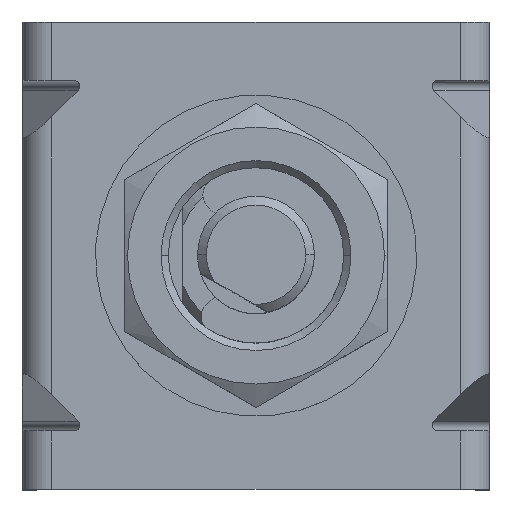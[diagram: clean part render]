
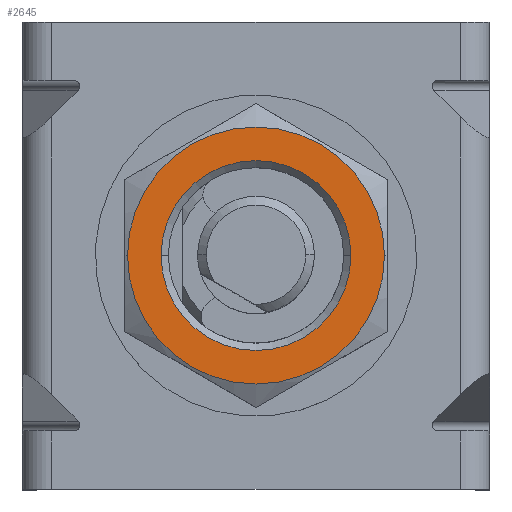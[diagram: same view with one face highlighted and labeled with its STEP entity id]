
A CAD part, top view. The second image highlights one B-rep face of the part: STEP entity #2645.
In plain terms, the highlighted planar face has unit normal (0, 0, 1).
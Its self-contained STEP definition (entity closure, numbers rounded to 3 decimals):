
#226 = DIRECTION ( 'NONE',  ( 0., 0., -1. ) ) ;
#456 = DIRECTION ( 'NONE',  ( 0., 0., -1. ) ) ;
#723 = DIRECTION ( 'NONE',  ( 0., 0., -1. ) ) ;
#742 = AXIS2_PLACEMENT_3D ( 'NONE', #5595, #456, #11886 ) ;
#1289 = DIRECTION ( 'NONE',  ( 0., 0., -1. ) ) ;
#1498 = DIRECTION ( 'NONE',  ( -1., 0., 0. ) ) ;
#1840 = CARTESIAN_POINT ( 'NONE',  ( -3.25, 0., 2. ) ) ;
#1844 = EDGE_CURVE ( 'NONE', #15688, #6434, #10371, .T. ) ;
#2645 = ADVANCED_FACE ( 'NONE', ( #10354, #7334 ), #12745, .F. ) ;
#4307 = EDGE_LOOP ( 'NONE', ( #13586, #12825 ) ) ;
#4459 = AXIS2_PLACEMENT_3D ( 'NONE', #15455, #1289, #7691 ) ;
#5595 = CARTESIAN_POINT ( 'NONE',  ( 0., 0., 2. ) ) ;
#6040 = AXIS2_PLACEMENT_3D ( 'NONE', #14254, #15543, #7888 ) ;
#6434 = VERTEX_POINT ( 'NONE', #11856 ) ;
#6894 = DIRECTION ( 'NONE',  ( 1., 0., 0. ) ) ;
#7112 = CARTESIAN_POINT ( 'NONE',  ( 0., 0., 2. ) ) ;
#7334 = FACE_BOUND ( 'NONE', #4307, .T. ) ;
#7691 = DIRECTION ( 'NONE',  ( -1., 0., 0. ) ) ;
#7848 = CARTESIAN_POINT ( 'NONE',  ( 0., 0., 2. ) ) ;
#7888 = DIRECTION ( 'NONE',  ( -1., 0., 0. ) ) ;
#9233 = CARTESIAN_POINT ( 'NONE',  ( 4.4, 0., 2. ) ) ;
#10094 = VERTEX_POINT ( 'NONE', #12216 ) ;
#10354 = FACE_OUTER_BOUND ( 'NONE', #15950, .T. ) ;
#10371 = CIRCLE ( 'NONE', #6040, 4.4 ) ;
#10864 = CIRCLE ( 'NONE', #11429, 4.4 ) ;
#11429 = AXIS2_PLACEMENT_3D ( 'NONE', #7848, #226, #1498 ) ;
#11856 = CARTESIAN_POINT ( 'NONE',  ( -4.4, 0., 2. ) ) ;
#11886 = DIRECTION ( 'NONE',  ( 1., 0., 0. ) ) ;
#12216 = CARTESIAN_POINT ( 'NONE',  ( 3.25, 0., 2. ) ) ;
#12745 = PLANE ( 'NONE',  #4459 ) ;
#12825 = ORIENTED_EDGE ( 'NONE', *, *, #14614, .T. ) ;
#13049 = ORIENTED_EDGE ( 'NONE', *, *, #13407, .F. ) ;
#13177 = ORIENTED_EDGE ( 'NONE', *, *, #1844, .F. ) ;
#13407 = EDGE_CURVE ( 'NONE', #6434, #15688, #10864, .T. ) ;
#13543 = EDGE_CURVE ( 'NONE', #10094, #15217, #16315, .T. ) ;
#13586 = ORIENTED_EDGE ( 'NONE', *, *, #13543, .T. ) ;
#14254 = CARTESIAN_POINT ( 'NONE',  ( 0., 0., 2. ) ) ;
#14614 = EDGE_CURVE ( 'NONE', #15217, #10094, #14667, .T. ) ;
#14667 = CIRCLE ( 'NONE', #742, 3.25 ) ;
#15217 = VERTEX_POINT ( 'NONE', #1840 ) ;
#15330 = AXIS2_PLACEMENT_3D ( 'NONE', #7112, #723, #6894 ) ;
#15455 = CARTESIAN_POINT ( 'NONE',  ( -4.5, -2.598, 2. ) ) ;
#15543 = DIRECTION ( 'NONE',  ( 0., 0., -1. ) ) ;
#15688 = VERTEX_POINT ( 'NONE', #9233 ) ;
#15950 = EDGE_LOOP ( 'NONE', ( #13049, #13177 ) ) ;
#16315 = CIRCLE ( 'NONE', #15330, 3.25 ) ;
